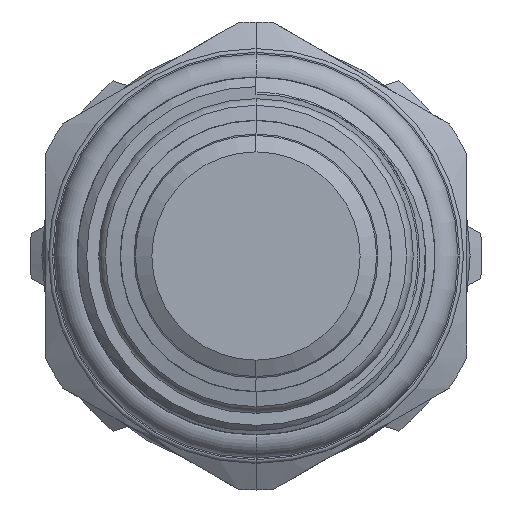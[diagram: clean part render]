
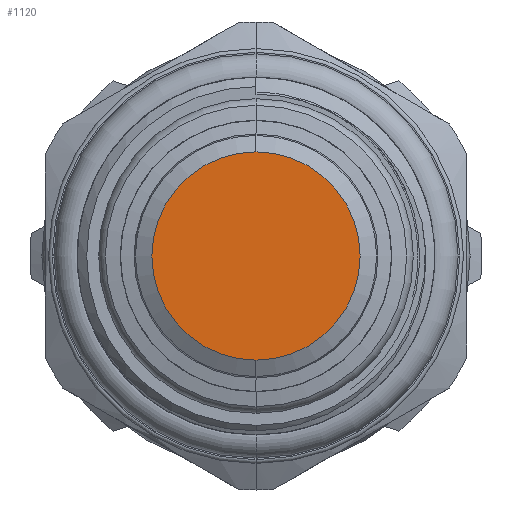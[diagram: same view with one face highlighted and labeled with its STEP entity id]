
A CAD part, left-side view. The second image highlights one B-rep face of the part: STEP entity #1120.
In plain terms, the highlighted planar face has unit normal (-1, 0, 0).
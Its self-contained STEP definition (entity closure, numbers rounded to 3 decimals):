
#283 = AXIS2_PLACEMENT_3D ( 'NONE', #5703, #5708, #5709 ) ;
#438 = AXIS2_PLACEMENT_3D ( 'NONE', #8827, #8829, #8831 ) ;
#491 = AXIS2_PLACEMENT_3D ( 'NONE', #7622, #7623, #7624 ) ;
#1120 = ADVANCED_FACE ( 'NONE', ( #5764 ), #5704, .F. ) ;
#1297 = EDGE_CURVE ( 'NONE', #2673, #2710, #6043, .T. ) ;
#1469 = EDGE_CURVE ( 'NONE', #2710, #2673, #6207, .T. ) ;
#2673 = VERTEX_POINT ( 'NONE', #11488 ) ;
#2710 = VERTEX_POINT ( 'NONE', #11525 ) ;
#3123 = EDGE_LOOP ( 'NONE', ( #3346, #3347 ) ) ;
#3346 = ORIENTED_EDGE ( 'NONE', *, *, #1297, .T. ) ;
#3347 = ORIENTED_EDGE ( 'NONE', *, *, #1469, .T. ) ;
#5703 = CARTESIAN_POINT ( 'NONE',  ( -43.4, 0., 0. ) ) ;
#5704 = PLANE ( 'NONE',  #283 ) ;
#5708 = DIRECTION ( 'NONE',  ( 1., 0., 0. ) ) ;
#5709 = DIRECTION ( 'NONE',  ( 0., 0., -1. ) ) ;
#5764 = FACE_OUTER_BOUND ( 'NONE', #3123, .T. ) ;
#6043 = CIRCLE ( 'NONE', #491, 5.484 ) ;
#6207 = CIRCLE ( 'NONE', #438, 5.484 ) ;
#7622 = CARTESIAN_POINT ( 'NONE',  ( -43.4, 0., 0. ) ) ;
#7623 = DIRECTION ( 'NONE',  ( -1., 0., 0. ) ) ;
#7624 = DIRECTION ( 'NONE',  ( 0., 0., 1. ) ) ;
#8827 = CARTESIAN_POINT ( 'NONE',  ( -43.4, 0., 0. ) ) ;
#8829 = DIRECTION ( 'NONE',  ( -1., 0., 0. ) ) ;
#8831 = DIRECTION ( 'NONE',  ( 0., 0., 1. ) ) ;
#11488 = CARTESIAN_POINT ( 'NONE',  ( -43.4, 0., -5.484 ) ) ;
#11525 = CARTESIAN_POINT ( 'NONE',  ( -43.4, 0., 5.484 ) ) ;
